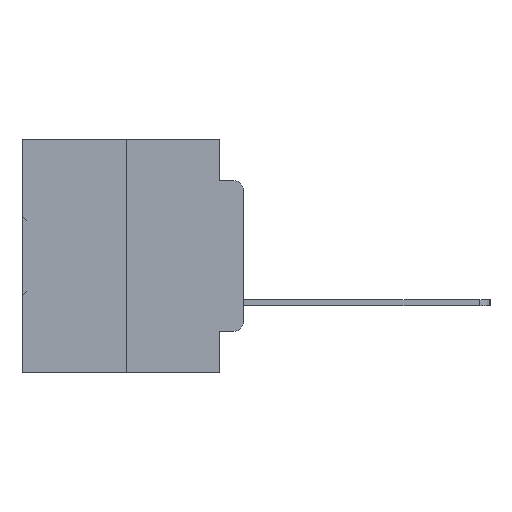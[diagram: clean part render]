
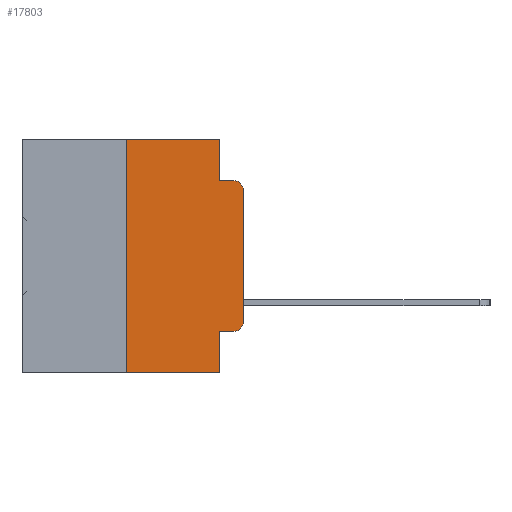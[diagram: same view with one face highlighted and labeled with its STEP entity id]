
A CAD part, left-side view. The second image highlights one B-rep face of the part: STEP entity #17803.
In plain terms, the highlighted planar face has unit normal (-1, 0, 0).
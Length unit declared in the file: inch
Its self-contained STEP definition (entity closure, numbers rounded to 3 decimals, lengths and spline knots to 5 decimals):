
#93 = CARTESIAN_POINT ( 'NONE',  ( 0., 0.25, 0. ) ) ;
#462 = VERTEX_POINT ( 'NONE', #16804 ) ;
#724 = VERTEX_POINT ( 'NONE', #29939 ) ;
#1157 = CARTESIAN_POINT ( 'NONE',  ( 0., 0., -0.3915 ) ) ;
#1379 = CARTESIAN_POINT ( 'NONE',  ( 0., 0.051, 0. ) ) ;
#1749 = LINE ( 'NONE', #35868, #32969 ) ;
#2304 = LINE ( 'NONE', #21793, #16674 ) ;
#3428 = LINE ( 'NONE', #20650, #32816 ) ;
#3451 = VERTEX_POINT ( 'NONE', #32963 ) ;
#3585 = CIRCLE ( 'NONE', #32530, 0.02 ) ;
#3921 = CARTESIAN_POINT ( 'NONE',  ( 0., 0.051, -0.4115 ) ) ;
#4791 = EDGE_CURVE ( 'NONE', #19600, #3451, #2304, .T. ) ;
#5320 = VERTEX_POINT ( 'NONE', #29662 ) ;
#6824 = VERTEX_POINT ( 'NONE', #93 ) ;
#8321 = LINE ( 'NONE', #30425, #22592 ) ;
#8643 = EDGE_CURVE ( 'NONE', #19600, #462, #1749, .T. ) ;
#8918 = CIRCLE ( 'NONE', #25999, 0.02 ) ;
#8971 = CARTESIAN_POINT ( 'NONE',  ( 0., 0.02, -0.3915 ) ) ;
#9113 = VECTOR ( 'NONE', #10581, 39.37008 ) ;
#9280 = DIRECTION ( 'NONE',  ( 0., -1., 0. ) ) ;
#10227 = LINE ( 'NONE', #32661, #24471 ) ;
#10560 = EDGE_CURVE ( 'NONE', #13379, #6824, #10227, .T. ) ;
#10581 = DIRECTION ( 'NONE',  ( 0., -1., 0. ) ) ;
#11068 = LINE ( 'NONE', #17117, #32814 ) ;
#11869 = DIRECTION ( 'NONE',  ( 0., 0., -1. ) ) ;
#11969 = ORIENTED_EDGE ( 'NONE', *, *, #35983, .T. ) ;
#12968 = PLANE ( 'NONE',  #19201 ) ;
#12990 = DIRECTION ( 'NONE',  ( 0., 0., -1. ) ) ;
#13272 = ORIENTED_EDGE ( 'NONE', *, *, #20115, .T. ) ;
#13379 = VERTEX_POINT ( 'NONE', #28322 ) ;
#13458 = DIRECTION ( 'NONE',  ( 0., 0., 1. ) ) ;
#14402 = EDGE_CURVE ( 'NONE', #28312, #724, #16069, .T. ) ;
#14611 = ORIENTED_EDGE ( 'NONE', *, *, #10560, .F. ) ;
#14910 = CARTESIAN_POINT ( 'NONE',  ( 0., 0.02, -0.1085 ) ) ;
#15195 = VECTOR ( 'NONE', #12990, 39.37008 ) ;
#15805 = DIRECTION ( 'NONE',  ( 1., 0., 0. ) ) ;
#16069 = LINE ( 'NONE', #1379, #15195 ) ;
#16299 = EDGE_CURVE ( 'NONE', #724, #5320, #3428, .T. ) ;
#16674 = VECTOR ( 'NONE', #30198, 39.37008 ) ;
#16804 = CARTESIAN_POINT ( 'NONE',  ( 0., 0.051, -0.5 ) ) ;
#17117 = CARTESIAN_POINT ( 'NONE',  ( 0., 0.473, 0. ) ) ;
#17601 = LINE ( 'NONE', #22868, #9113 ) ;
#17762 = DIRECTION ( 'NONE',  ( 0., 0., -1. ) ) ;
#17803 = ADVANCED_FACE ( 'NONE', ( #21666 ), #12968, .F. ) ;
#18916 = DIRECTION ( 'NONE',  ( 0., 0., -1. ) ) ;
#19201 = AXIS2_PLACEMENT_3D ( 'NONE', #27104, #15805, #35611 ) ;
#19600 = VERTEX_POINT ( 'NONE', #3921 ) ;
#19920 = ORIENTED_EDGE ( 'NONE', *, *, #25832, .T. ) ;
#19986 = DIRECTION ( 'NONE',  ( 0., -1., 0. ) ) ;
#20115 = EDGE_CURVE ( 'NONE', #29292, #5320, #3585, .T. ) ;
#20650 = CARTESIAN_POINT ( 'NONE',  ( 0., 0.051, -0.0885 ) ) ;
#20860 = ORIENTED_EDGE ( 'NONE', *, *, #8643, .F. ) ;
#21280 = ORIENTED_EDGE ( 'NONE', *, *, #24180, .F. ) ;
#21666 = FACE_OUTER_BOUND ( 'NONE', #27691, .T. ) ;
#21793 = CARTESIAN_POINT ( 'NONE',  ( 0., 0.051, -0.4115 ) ) ;
#22592 = VECTOR ( 'NONE', #13458, 39.37008 ) ;
#22868 = CARTESIAN_POINT ( 'NONE',  ( 0., 0.473, -0.5 ) ) ;
#23524 = ORIENTED_EDGE ( 'NONE', *, *, #4791, .T. ) ;
#24180 = EDGE_CURVE ( 'NONE', #6824, #28312, #11068, .T. ) ;
#24471 = VECTOR ( 'NONE', #35507, 39.37008 ) ;
#25832 = EDGE_CURVE ( 'NONE', #33606, #29292, #8321, .T. ) ;
#25999 = AXIS2_PLACEMENT_3D ( 'NONE', #8971, #28878, #11869 ) ;
#26158 = ORIENTED_EDGE ( 'NONE', *, *, #14402, .F. ) ;
#27104 = CARTESIAN_POINT ( 'NONE',  ( 0., 0.473, 0. ) ) ;
#27691 = EDGE_LOOP ( 'NONE', ( #19920, #13272, #36744, #26158, #21280, #14611, #31432, #20860, #23524, #11969 ) ) ;
#28312 = VERTEX_POINT ( 'NONE', #36831 ) ;
#28322 = CARTESIAN_POINT ( 'NONE',  ( 0., 0.25, -0.5 ) ) ;
#28878 = DIRECTION ( 'NONE',  ( -1., 0., 0. ) ) ;
#29292 = VERTEX_POINT ( 'NONE', #35759 ) ;
#29662 = CARTESIAN_POINT ( 'NONE',  ( 0., 0.02, -0.0885 ) ) ;
#29939 = CARTESIAN_POINT ( 'NONE',  ( 0., 0.051, -0.0885 ) ) ;
#30092 = EDGE_CURVE ( 'NONE', #13379, #462, #17601, .T. ) ;
#30198 = DIRECTION ( 'NONE',  ( 0., -1., 0. ) ) ;
#30425 = CARTESIAN_POINT ( 'NONE',  ( 0., 0., 0. ) ) ;
#31432 = ORIENTED_EDGE ( 'NONE', *, *, #30092, .T. ) ;
#32530 = AXIS2_PLACEMENT_3D ( 'NONE', #14910, #34704, #17762 ) ;
#32661 = CARTESIAN_POINT ( 'NONE',  ( 0., 0.25, 0. ) ) ;
#32814 = VECTOR ( 'NONE', #19986, 39.37008 ) ;
#32816 = VECTOR ( 'NONE', #9280, 39.37008 ) ;
#32963 = CARTESIAN_POINT ( 'NONE',  ( 0., 0.02, -0.4115 ) ) ;
#32969 = VECTOR ( 'NONE', #18916, 39.37008 ) ;
#33606 = VERTEX_POINT ( 'NONE', #1157 ) ;
#34704 = DIRECTION ( 'NONE',  ( -1., 0., 0. ) ) ;
#35507 = DIRECTION ( 'NONE',  ( 0., 0., 1. ) ) ;
#35611 = DIRECTION ( 'NONE',  ( 0., 0., -1. ) ) ;
#35759 = CARTESIAN_POINT ( 'NONE',  ( 0., 0., -0.1085 ) ) ;
#35868 = CARTESIAN_POINT ( 'NONE',  ( 0., 0.051, 0. ) ) ;
#35983 = EDGE_CURVE ( 'NONE', #3451, #33606, #8918, .T. ) ;
#36744 = ORIENTED_EDGE ( 'NONE', *, *, #16299, .F. ) ;
#36831 = CARTESIAN_POINT ( 'NONE',  ( 0., 0.051, 0. ) ) ;
